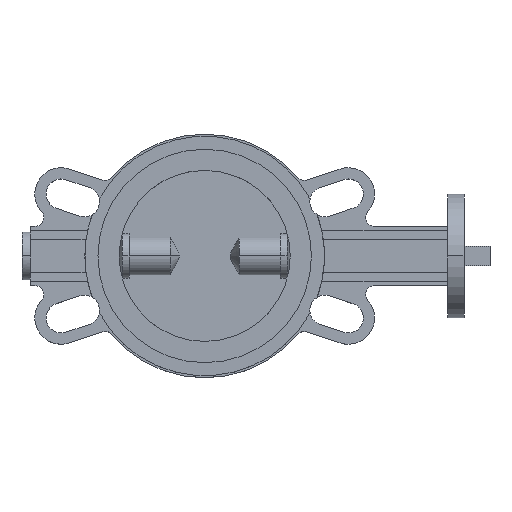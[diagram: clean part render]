
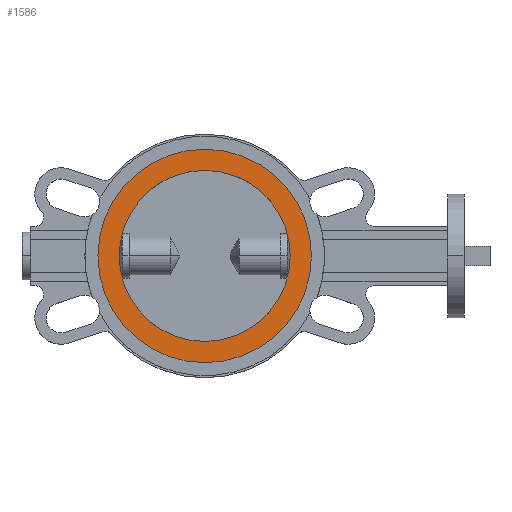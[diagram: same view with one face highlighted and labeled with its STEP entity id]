
A CAD part, top view. The second image highlights one B-rep face of the part: STEP entity #1586.
In plain terms, the highlighted planar face has unit normal (0, 0, 1).
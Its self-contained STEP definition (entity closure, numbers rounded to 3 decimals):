
#84 = EDGE_CURVE ( 'NONE', #3086, #3884, #1635, .T. ) ;
#319 = AXIS2_PLACEMENT_3D ( 'NONE', #6756, #5590, #5625 ) ;
#479 = CARTESIAN_POINT ( 'NONE',  ( 0., 0., 30. ) ) ;
#867 = CIRCLE ( 'NONE', #3073, 78. ) ;
#1168 = AXIS2_PLACEMENT_3D ( 'NONE', #479, #1601, #5355 ) ;
#1225 = CARTESIAN_POINT ( 'NONE',  ( 0., 0., 30. ) ) ;
#1284 = VERTEX_POINT ( 'NONE', #4767 ) ;
#1429 = CARTESIAN_POINT ( 'NONE',  ( 78., 0., 30. ) ) ;
#1504 = EDGE_CURVE ( 'NONE', #1284, #1814, #4063, .T. ) ;
#1586 = ADVANCED_FACE ( 'NONE', ( #3972, #3894 ), #6880, .T. ) ;
#1601 = DIRECTION ( 'NONE',  ( 0., 0., 1. ) ) ;
#1634 = DIRECTION ( 'NONE',  ( 1., 0., 0. ) ) ;
#1635 = CIRCLE ( 'NONE', #1168, 78. ) ;
#1814 = VERTEX_POINT ( 'NONE', #5497 ) ;
#2242 = AXIS2_PLACEMENT_3D ( 'NONE', #1225, #6721, #4936 ) ;
#2628 = DIRECTION ( 'NONE',  ( 1., 0., 0. ) ) ;
#2743 = ORIENTED_EDGE ( 'NONE', *, *, #1504, .F. ) ;
#2967 = EDGE_LOOP ( 'NONE', ( #6183, #6031 ) ) ;
#3073 = AXIS2_PLACEMENT_3D ( 'NONE', #6001, #6588, #1634 ) ;
#3086 = VERTEX_POINT ( 'NONE', #6041 ) ;
#3884 = VERTEX_POINT ( 'NONE', #1429 ) ;
#3894 = FACE_BOUND ( 'NONE', #4886, .T. ) ;
#3972 = FACE_OUTER_BOUND ( 'NONE', #2967, .T. ) ;
#4063 = CIRCLE ( 'NONE', #2242, 62.5 ) ;
#4260 = CARTESIAN_POINT ( 'NONE',  ( 0., 0., 30. ) ) ;
#4767 = CARTESIAN_POINT ( 'NONE',  ( -62.5, 0., 30. ) ) ;
#4886 = EDGE_LOOP ( 'NONE', ( #2743, #5702 ) ) ;
#4936 = DIRECTION ( 'NONE',  ( 1., 0., 0. ) ) ;
#5355 = DIRECTION ( 'NONE',  ( 1., 0., 0. ) ) ;
#5497 = CARTESIAN_POINT ( 'NONE',  ( 62.5, 0., 30. ) ) ;
#5590 = DIRECTION ( 'NONE',  ( 0., 0., 1. ) ) ;
#5616 = CIRCLE ( 'NONE', #319, 62.5 ) ;
#5620 = EDGE_CURVE ( 'NONE', #3884, #3086, #867, .T. ) ;
#5625 = DIRECTION ( 'NONE',  ( 1., 0., 0. ) ) ;
#5702 = ORIENTED_EDGE ( 'NONE', *, *, #6429, .F. ) ;
#5899 = DIRECTION ( 'NONE',  ( 0., 0., 1. ) ) ;
#6001 = CARTESIAN_POINT ( 'NONE',  ( 0., 0., 30. ) ) ;
#6031 = ORIENTED_EDGE ( 'NONE', *, *, #5620, .T. ) ;
#6041 = CARTESIAN_POINT ( 'NONE',  ( -78., 0., 30. ) ) ;
#6183 = ORIENTED_EDGE ( 'NONE', *, *, #84, .T. ) ;
#6429 = EDGE_CURVE ( 'NONE', #1814, #1284, #5616, .T. ) ;
#6588 = DIRECTION ( 'NONE',  ( 0., 0., 1. ) ) ;
#6721 = DIRECTION ( 'NONE',  ( 0., 0., 1. ) ) ;
#6756 = CARTESIAN_POINT ( 'NONE',  ( 0., 0., 30. ) ) ;
#6880 = PLANE ( 'NONE',  #7090 ) ;
#7090 = AXIS2_PLACEMENT_3D ( 'NONE', #4260, #5899, #2628 ) ;
